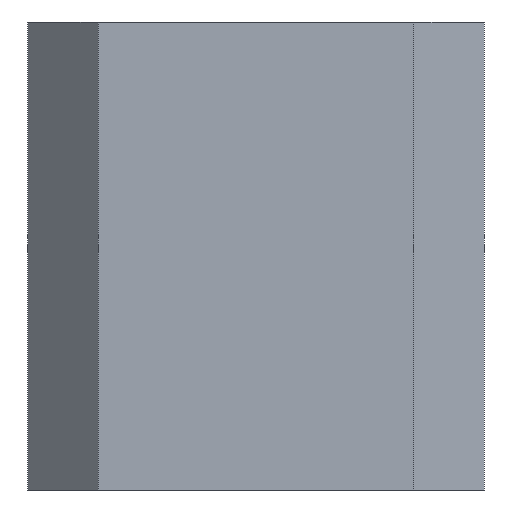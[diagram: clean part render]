
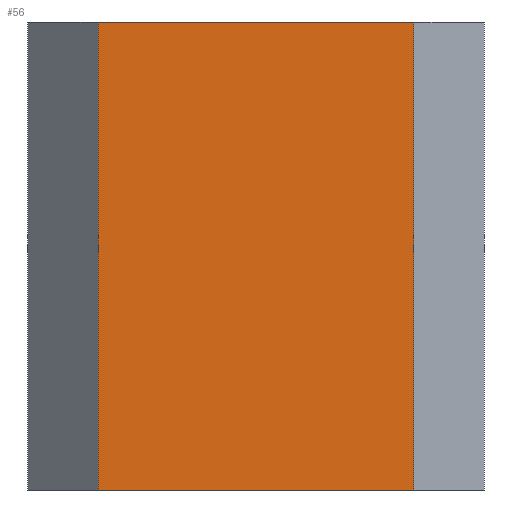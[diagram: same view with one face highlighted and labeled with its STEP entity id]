
A CAD part, front view. The second image highlights one B-rep face of the part: STEP entity #56.
In plain terms, the highlighted planar face has unit normal (0, -1, 0).
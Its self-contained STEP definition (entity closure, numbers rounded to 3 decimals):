
#35 = AXIS2_PLACEMENT_3D ( 'NONE', #247, #1017, #596 ) ;
#40 = ORIENTED_EDGE ( 'NONE', *, *, #368, .F. ) ;
#56 = ADVANCED_FACE ( 'NONE', ( #533 ), #761, .T. ) ;
#96 = LINE ( 'NONE', #262, #980 ) ;
#167 = CARTESIAN_POINT ( 'NONE',  ( -6.75, -17.5, -10. ) ) ;
#244 = VERTEX_POINT ( 'NONE', #482 ) ;
#246 = CARTESIAN_POINT ( 'NONE',  ( -6.75, -17.5, -10. ) ) ;
#247 = CARTESIAN_POINT ( 'NONE',  ( 6.584, -17.5, -10. ) ) ;
#262 = CARTESIAN_POINT ( 'NONE',  ( 0., -17.5, 10. ) ) ;
#337 = ORIENTED_EDGE ( 'NONE', *, *, #410, .T. ) ;
#368 = EDGE_CURVE ( 'NONE', #947, #977, #96, .T. ) ;
#379 = VERTEX_POINT ( 'NONE', #167 ) ;
#381 = ORIENTED_EDGE ( 'NONE', *, *, #467, .F. ) ;
#410 = EDGE_CURVE ( 'NONE', #379, #244, #796, .T. ) ;
#414 = DIRECTION ( 'NONE',  ( 0., 0., -1. ) ) ;
#443 = LINE ( 'NONE', #517, #906 ) ;
#467 = EDGE_CURVE ( 'NONE', #977, #244, #443, .T. ) ;
#475 = CARTESIAN_POINT ( 'NONE',  ( 0., -17.5, -10. ) ) ;
#482 = CARTESIAN_POINT ( 'NONE',  ( 6.75, -17.5, -10. ) ) ;
#496 = EDGE_LOOP ( 'NONE', ( #751, #337, #381, #40 ) ) ;
#501 = CARTESIAN_POINT ( 'NONE',  ( 6.75, -17.5, 10. ) ) ;
#517 = CARTESIAN_POINT ( 'NONE',  ( 6.75, -17.5, -10. ) ) ;
#533 = FACE_OUTER_BOUND ( 'NONE', #496, .T. ) ;
#560 = DIRECTION ( 'NONE',  ( 1., 0., 0. ) ) ;
#567 = VECTOR ( 'NONE', #560, 1000. ) ;
#596 = DIRECTION ( 'NONE',  ( 0., 0., -1. ) ) ;
#689 = DIRECTION ( 'NONE',  ( 1., 0., 0. ) ) ;
#712 = VECTOR ( 'NONE', #944, 1000. ) ;
#751 = ORIENTED_EDGE ( 'NONE', *, *, #1057, .T. ) ;
#761 = PLANE ( 'NONE',  #35 ) ;
#796 = LINE ( 'NONE', #475, #567 ) ;
#906 = VECTOR ( 'NONE', #414, 1000. ) ;
#944 = DIRECTION ( 'NONE',  ( 0., 0., -1. ) ) ;
#947 = VERTEX_POINT ( 'NONE', #998 ) ;
#972 = LINE ( 'NONE', #246, #712 ) ;
#977 = VERTEX_POINT ( 'NONE', #501 ) ;
#980 = VECTOR ( 'NONE', #689, 1000. ) ;
#998 = CARTESIAN_POINT ( 'NONE',  ( -6.75, -17.5, 10. ) ) ;
#1017 = DIRECTION ( 'NONE',  ( 0., -1., 0. ) ) ;
#1057 = EDGE_CURVE ( 'NONE', #947, #379, #972, .T. ) ;
